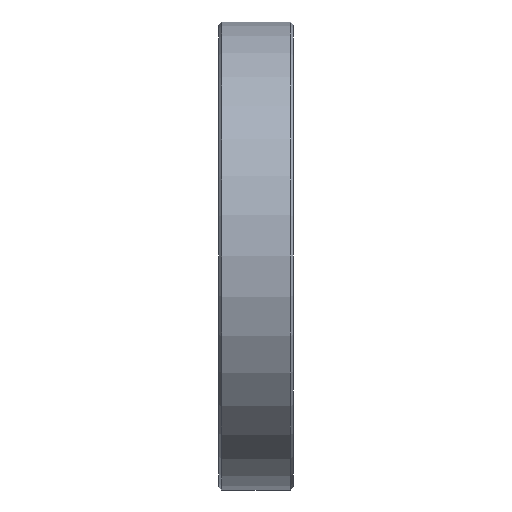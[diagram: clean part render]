
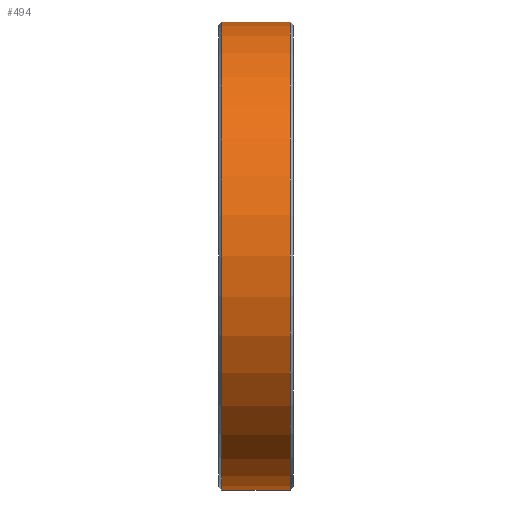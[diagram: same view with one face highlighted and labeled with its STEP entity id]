
A CAD part, left-side view. The second image highlights one B-rep face of the part: STEP entity #494.
In plain terms, the highlighted cylindrical face has radius 37.5 mm (diameter 75 mm), a partial arc.
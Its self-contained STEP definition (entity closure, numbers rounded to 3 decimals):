
#13 = EDGE_CURVE ( 'NONE', #1905, #239, #1425, .T. ) ;
#26 = EDGE_LOOP ( 'NONE', ( #1048, #2057, #630, #1720 ) ) ;
#94 = CARTESIAN_POINT ( 'NONE',  ( 0., -5.5, 0. ) ) ;
#239 = VERTEX_POINT ( 'NONE', #1626 ) ;
#304 = LINE ( 'NONE', #1283, #694 ) ;
#386 = CARTESIAN_POINT ( 'NONE',  ( 0., 5.5, 37.5 ) ) ;
#390 = DIRECTION ( 'NONE',  ( 0., -1., 0. ) ) ;
#412 = VERTEX_POINT ( 'NONE', #1146 ) ;
#494 = ADVANCED_FACE ( 'NONE', ( #593 ), #2066, .T. ) ;
#531 = DIRECTION ( 'NONE',  ( 0., -1., 0. ) ) ;
#593 = FACE_OUTER_BOUND ( 'NONE', #26, .T. ) ;
#630 = ORIENTED_EDGE ( 'NONE', *, *, #13, .T. ) ;
#641 = DIRECTION ( 'NONE',  ( 0., -1., 0. ) ) ;
#682 = CARTESIAN_POINT ( 'NONE',  ( 0., 6., 0. ) ) ;
#694 = VECTOR ( 'NONE', #1454, 1000. ) ;
#893 = CARTESIAN_POINT ( 'NONE',  ( 0., 5.5, -37.5 ) ) ;
#902 = AXIS2_PLACEMENT_3D ( 'NONE', #682, #531, #1031 ) ;
#1031 = DIRECTION ( 'NONE',  ( 0., 0., -1. ) ) ;
#1048 = ORIENTED_EDGE ( 'NONE', *, *, #1387, .F. ) ;
#1104 = AXIS2_PLACEMENT_3D ( 'NONE', #94, #1105, #1941 ) ;
#1105 = DIRECTION ( 'NONE',  ( 0., 1., 0. ) ) ;
#1124 = VERTEX_POINT ( 'NONE', #386 ) ;
#1146 = CARTESIAN_POINT ( 'NONE',  ( 0., -5.5, 37.5 ) ) ;
#1283 = CARTESIAN_POINT ( 'NONE',  ( 0., 6., 37.5 ) ) ;
#1287 = EDGE_CURVE ( 'NONE', #239, #412, #2082, .T. ) ;
#1387 = EDGE_CURVE ( 'NONE', #1124, #412, #304, .T. ) ;
#1425 = LINE ( 'NONE', #1888, #2070 ) ;
#1442 = EDGE_CURVE ( 'NONE', #1124, #1905, #1679, .T. ) ;
#1454 = DIRECTION ( 'NONE',  ( 0., -1., 0. ) ) ;
#1626 = CARTESIAN_POINT ( 'NONE',  ( 0., -5.5, -37.5 ) ) ;
#1679 = CIRCLE ( 'NONE', #2055, 37.5 ) ;
#1720 = ORIENTED_EDGE ( 'NONE', *, *, #1287, .T. ) ;
#1888 = CARTESIAN_POINT ( 'NONE',  ( 0., 6., -37.5 ) ) ;
#1905 = VERTEX_POINT ( 'NONE', #893 ) ;
#1941 = DIRECTION ( 'NONE',  ( 0., 0., 1. ) ) ;
#1987 = CARTESIAN_POINT ( 'NONE',  ( 0., 5.5, 0. ) ) ;
#2055 = AXIS2_PLACEMENT_3D ( 'NONE', #1987, #641, #2155 ) ;
#2057 = ORIENTED_EDGE ( 'NONE', *, *, #1442, .T. ) ;
#2066 = CYLINDRICAL_SURFACE ( 'NONE', #902, 37.5 ) ;
#2070 = VECTOR ( 'NONE', #390, 1000. ) ;
#2082 = CIRCLE ( 'NONE', #1104, 37.5 ) ;
#2155 = DIRECTION ( 'NONE',  ( 0., 0., 1. ) ) ;
